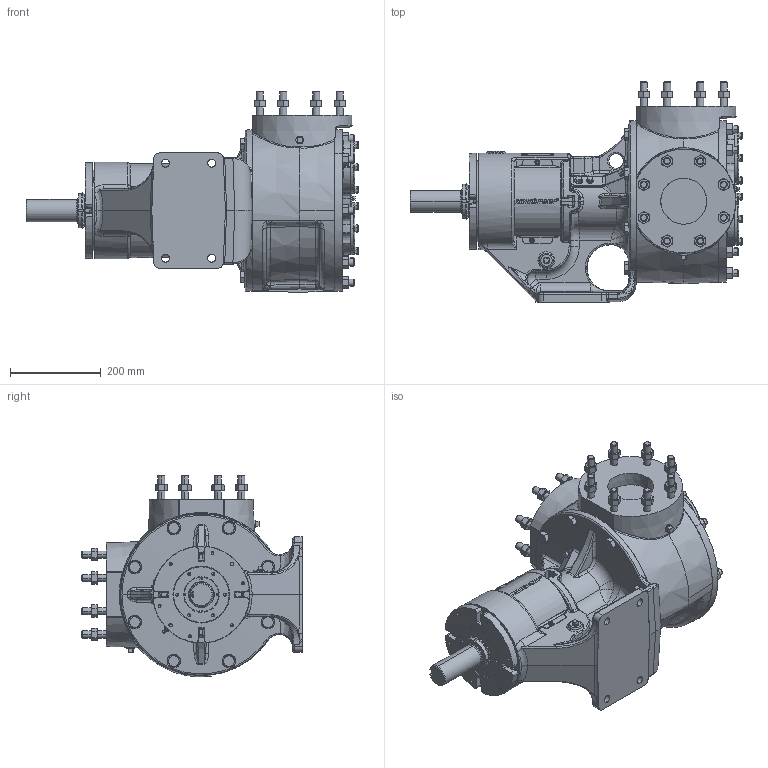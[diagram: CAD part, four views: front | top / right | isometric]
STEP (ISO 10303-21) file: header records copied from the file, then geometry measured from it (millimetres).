
FILE_DESCRIPTION (( 'STEP AP214' ), '1' );
FILE_NAME ('QV-2336.step', '2025-12-05T14:15:54', ( '' ), ( '' ), 'SwSTEP 2.0', 'SolidWorks 2024', '' );
FILE_SCHEMA (( 'AUTOMOTIVE_DESIGN' ));
Length unit declared in the file: inch
Products named in the file (1): QV-2336
Bounding box: 731.44 x 485.65 x 444.81 mm (x, y, z)
Volume: 33311346.4 mm3; surface area: 1335538.4 mm2
Topology: 1 solids, 1 shells, 4003 faces, 10048 edges, 6253 vertices
Faces by surface type: plane 1383, bspline 1133, cone 736, cylinder 605, torus 110, sphere 36
Entity records: 173127 total; most frequent: CARTESIAN_POINT 87356, ORIENTED_EDGE 19920, DIRECTION 14439, EDGE_CURVE 9960, VERTEX_POINT 6250, AXIS2_PLACEMENT_3D 5171, EDGE_LOOP 4314, VECTOR 4097
